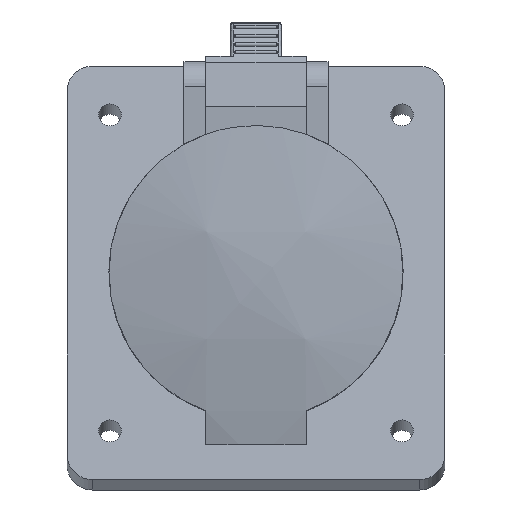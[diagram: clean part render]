
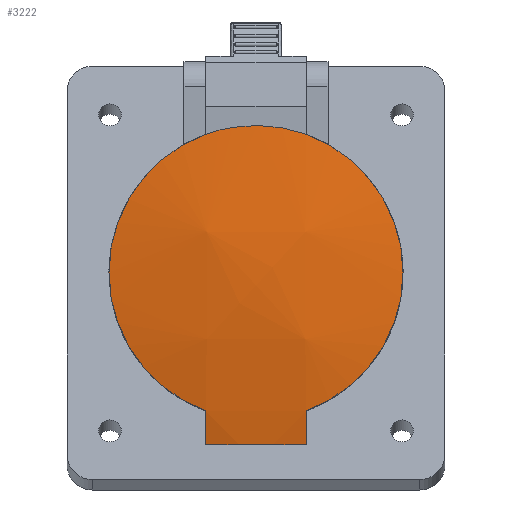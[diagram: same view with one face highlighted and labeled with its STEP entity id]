
A CAD part, top view. The second image highlights one B-rep face of the part: STEP entity #3222.
In plain terms, the highlighted free-form (B-spline) face has degree [3, 3] with [4, 4] control points.
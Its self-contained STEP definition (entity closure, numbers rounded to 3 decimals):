
#339 = AXIS2_PLACEMENT_3D ( 'NONE', #1728, #13083, #3403 ) ;
#372 = CARTESIAN_POINT ( 'NONE',  ( 0.819, 28.47, 39.38 ) ) ;
#738 = CARTESIAN_POINT ( 'NONE',  ( 6.579, 27.002, 39.38 ) ) ;
#889 = ORIENTED_EDGE ( 'NONE', *, *, #16650, .T. ) ;
#911 = ORIENTED_EDGE ( 'NONE', *, *, #17575, .T. ) ;
#997 = AXIS2_PLACEMENT_3D ( 'NONE', #5719, #16791, #7383 ) ;
#1195 = CARTESIAN_POINT ( 'NONE',  ( -13.421, -34.633, 37.956 ) ) ;
#1265 = CARTESIAN_POINT ( 'NONE',  ( -13.421, -27.867, 39.38 ) ) ;
#1543 = CARTESIAN_POINT ( 'NONE',  ( -13.421, -30.133, 38.958 ) ) ;
#1728 = CARTESIAN_POINT ( 'NONE',  ( -3.421, -0.433, 39.38 ) ) ;
#1869 = ORIENTED_EDGE ( 'NONE', *, *, #4737, .T. ) ;
#1890 = ORIENTED_EDGE ( 'NONE', *, *, #15992, .T. ) ;
#1948 = CARTESIAN_POINT ( 'NONE',  ( -1.293, 28.693, 39.38 ) ) ;
#2349 = CARTESIAN_POINT ( 'NONE',  ( 6.579, -27.867, 39.38 ) ) ;
#2389 = CARTESIAN_POINT ( 'NONE',  ( 6.579, -30.133, 38.958 ) ) ;
#2529 = CARTESIAN_POINT ( 'NONE',  ( -13.421, -32.388, 38.483 ) ) ;
#2685 = CARTESIAN_POINT ( 'NONE',  ( 6.579, -34.633, 37.956 ) ) ;
#3095 = AXIS2_PLACEMENT_3D ( 'NONE', #18216, #17402, #17083 ) ;
#3222 = ADVANCED_FACE ( 'NONE', ( #10376 ), #19460, .T. ) ;
#3403 = DIRECTION ( 'NONE',  ( 0., -1., 0. ) ) ;
#3652 = CARTESIAN_POINT ( 'NONE',  ( -2.573, 28.758, 39.38 ) ) ;
#3701 = CARTESIAN_POINT ( 'NONE',  ( 6.579, -32.388, 38.483 ) ) ;
#3940 = CARTESIAN_POINT ( 'NONE',  ( -13.162, -34.633, 39.27 ) ) ;
#4041 = CIRCLE ( 'NONE', #3095, 146.049 ) ;
#4522 = EDGE_CURVE ( 'NONE', #19648, #5298, #7422, .T. ) ;
#4540 = CARTESIAN_POINT ( 'NONE',  ( 6.579, -34.633, 37.956 ) ) ;
#4609 = EDGE_CURVE ( 'NONE', #10365, #19648, #4041, .T. ) ;
#4737 = EDGE_CURVE ( 'NONE', #12066, #10365, #4751, .T. ) ;
#4751 = B_SPLINE_CURVE_WITH_KNOTS ( 'NONE', 3,
 ( #1265, #1543, #2529, #1195 ),
 .UNSPECIFIED., .F., .F.,
 ( 4, 4 ),
 ( 0., 0.007 ),
 .UNSPECIFIED. ) ;
#5267 = CARTESIAN_POINT ( 'NONE',  ( -5.146, 28.767, 39.38 ) ) ;
#5298 = VERTEX_POINT ( 'NONE', #11428 ) ;
#5719 = CARTESIAN_POINT ( 'NONE',  ( -3.421, -0.433, 39.38 ) ) ;
#6862 = CARTESIAN_POINT ( 'NONE',  ( 6.579, 27.002, 39.38 ) ) ;
#6944 = CARTESIAN_POINT ( 'NONE',  ( -10.166, 28.028, 39.38 ) ) ;
#6992 = B_SPLINE_CURVE_WITH_KNOTS ( 'NONE', 3,
 ( #6862, #19231, #10202, #372, #11772, #1948, #13316, #3652, #14917, #5267, #16401, #6944, #17860, #8587 ),
 .UNSPECIFIED., .F., .F.,
 ( 4, 2, 2, 2, 2, 2, 4 ),
 ( 0., 0.005, 0.008, 0.009, 0.01, 0.015, 0.02 ),
 .UNSPECIFIED. ) ;
#7383 = DIRECTION ( 'NONE',  ( 0., -1., 0. ) ) ;
#7422 = B_SPLINE_CURVE_WITH_KNOTS ( 'NONE', 3,
 ( #2685, #3701, #2389, #2349 ),
 .UNSPECIFIED., .F., .F.,
 ( 4, 4 ),
 ( 0., 0.007 ),
 .UNSPECIFIED. ) ;
#8587 = CARTESIAN_POINT ( 'NONE',  ( -13.421, 27.002, 39.38 ) ) ;
#10197 = VERTEX_POINT ( 'NONE', #738 ) ;
#10202 = CARTESIAN_POINT ( 'NONE',  ( 3.322, 28.029, 39.38 ) ) ;
#10365 = VERTEX_POINT ( 'NONE', #12848 ) ;
#10376 = FACE_OUTER_BOUND ( 'NONE', #15224, .T. ) ;
#11428 = CARTESIAN_POINT ( 'NONE',  ( 6.579, -27.867, 39.38 ) ) ;
#11772 = CARTESIAN_POINT ( 'NONE',  ( -0.022, 28.581, 39.38 ) ) ;
#11871 = ORIENTED_EDGE ( 'NONE', *, *, #4609, .T. ) ;
#12066 = VERTEX_POINT ( 'NONE', #13998 ) ;
#12848 = CARTESIAN_POINT ( 'NONE',  ( -13.421, -34.633, 37.956 ) ) ;
#12851 = CIRCLE ( 'NONE', #339, 29.2 ) ;
#13083 = DIRECTION ( 'NONE',  ( 0., 0., 1. ) ) ;
#13316 = CARTESIAN_POINT ( 'NONE',  ( -1.718, 28.721, 39.38 ) ) ;
#13740 = VERTEX_POINT ( 'NONE', #16360 ) ;
#13793 = ORIENTED_EDGE ( 'NONE', *, *, #4522, .T. ) ;
#13998 = CARTESIAN_POINT ( 'NONE',  ( -13.421, -27.867, 39.38 ) ) ;
#14917 = CARTESIAN_POINT ( 'NONE',  ( -3.003, 28.767, 39.38 ) ) ;
#15224 = EDGE_LOOP ( 'NONE', ( #11871, #13793, #911, #889, #1890, #1869 ) ) ;
#15992 = EDGE_CURVE ( 'NONE', #13740, #12066, #18503, .T. ) ;
#16360 = CARTESIAN_POINT ( 'NONE',  ( -13.421, 27.002, 39.38 ) ) ;
#16401 = CARTESIAN_POINT ( 'NONE',  ( -6.836, 28.616, 39.38 ) ) ;
#16650 = EDGE_CURVE ( 'NONE', #10197, #13740, #6992, .T. ) ;
#16791 = DIRECTION ( 'NONE',  ( 0., 0., 1. ) ) ;
#17083 = DIRECTION ( 'NONE',  ( 0., 0., -1. ) ) ;
#17402 = DIRECTION ( 'NONE',  ( 0., 1., 0. ) ) ;
#17575 = EDGE_CURVE ( 'NONE', #5298, #10197, #12851, .T. ) ;
#17860 = CARTESIAN_POINT ( 'NONE',  ( -11.806, 27.59, 39.38 ) ) ;
#18216 = CARTESIAN_POINT ( 'NONE',  ( -3.421, -34.633, -107.75 ) ) ;
#18503 = CIRCLE ( 'NONE', #997, 29.2 ) ;
#19231 = CARTESIAN_POINT ( 'NONE',  ( 4.964, 27.59, 39.38 ) ) ;
#19460 =( BOUNDED_SURFACE ( )  B_SPLINE_SURFACE ( 3, 3, ( 
 ( #19823, #19872, #3940, #19789 ),
 ( #19760, #19748, #19705, #19689 ),
 ( #19666, #19640, #19624, #19600 ),
 ( #19571, #19533, #19511, #19499 ) ),
 .UNSPECIFIED., .F., .F., .T. ) 
 B_SPLINE_SURFACE_WITH_KNOTS ( ( 4, 4 ),
 ( 4, 4 ),
 ( 0., 1. ),
 ( 0., 1. ),
 .UNSPECIFIED. ) 
 GEOMETRIC_REPRESENTATION_ITEM ( )  RATIONAL_B_SPLINE_SURFACE ( (
 ( 1., 0.987, 0.987, 1.),
 ( 0.985, 0.972, 0.972, 0.985),
 ( 0.985, 0.972, 0.972, 0.985),
 ( 1., 0.987, 0.987, 1.) ) ) 
 REPRESENTATION_ITEM ( '' )  SURFACE ( )  );
#19499 = CARTESIAN_POINT ( 'NONE',  ( -32.457, 29.184, 36.402 ) ) ;
#19511 = CARTESIAN_POINT ( 'NONE',  ( -13.228, 29.184, 40.275 ) ) ;
#19533 = CARTESIAN_POINT ( 'NONE',  ( 6.387, 29.184, 40.275 ) ) ;
#19571 = CARTESIAN_POINT ( 'NONE',  ( 25.616, 29.184, 36.402 ) ) ;
#19600 = CARTESIAN_POINT ( 'NONE',  ( -33.299, 8.005, 40.584 ) ) ;
#19624 = CARTESIAN_POINT ( 'NONE',  ( -13.513, 8.005, 44.569 ) ) ;
#19640 = CARTESIAN_POINT ( 'NONE',  ( 6.671, 8.005, 44.569 ) ) ;
#19648 = VERTEX_POINT ( 'NONE', #4540 ) ;
#19666 = CARTESIAN_POINT ( 'NONE',  ( 26.458, 8.005, 40.584 ) ) ;
#19689 = CARTESIAN_POINT ( 'NONE',  ( -33.233, -13.597, 40.252 ) ) ;
#19705 = CARTESIAN_POINT ( 'NONE',  ( -13.49, -13.597, 44.229 ) ) ;
#19748 = CARTESIAN_POINT ( 'NONE',  ( 6.649, -13.597, 44.229 ) ) ;
#19760 = CARTESIAN_POINT ( 'NONE',  ( 26.391, -13.597, 40.252 ) ) ;
#19789 = CARTESIAN_POINT ( 'NONE',  ( -32.26, -34.633, 35.424 ) ) ;
#19823 = CARTESIAN_POINT ( 'NONE',  ( 25.418, -34.633, 35.424 ) ) ;
#19872 = CARTESIAN_POINT ( 'NONE',  ( 6.32, -34.633, 39.27 ) ) ;
